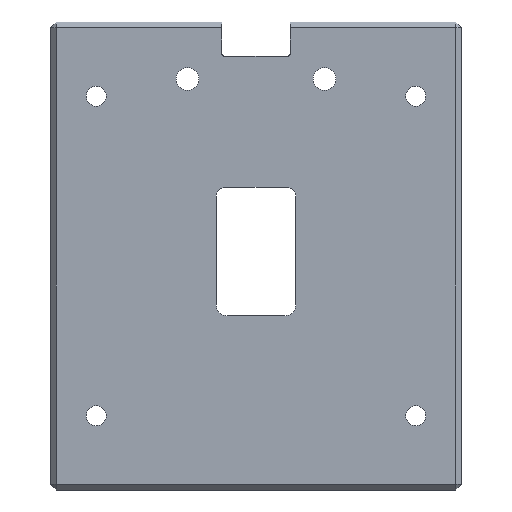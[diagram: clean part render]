
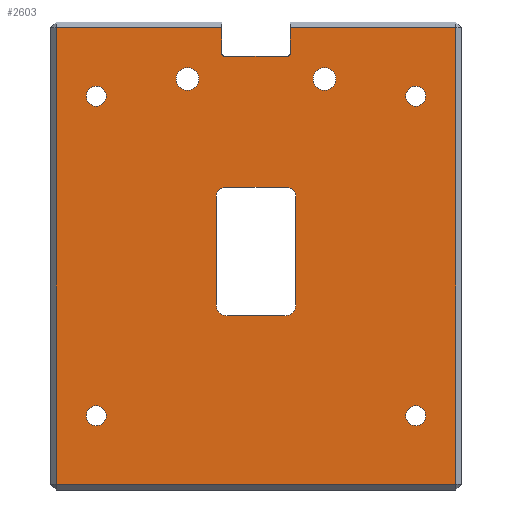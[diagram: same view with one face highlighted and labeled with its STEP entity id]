
A CAD part, top view. The second image highlights one B-rep face of the part: STEP entity #2603.
In plain terms, the highlighted planar face has unit normal (0, 0, 1).
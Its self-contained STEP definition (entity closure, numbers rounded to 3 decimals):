
#39=FACE_BOUND('',#442,.T.);
#40=FACE_BOUND('',#443,.T.);
#41=FACE_BOUND('',#444,.T.);
#42=FACE_BOUND('',#445,.T.);
#43=FACE_BOUND('',#446,.T.);
#44=FACE_BOUND('',#447,.T.);
#45=FACE_BOUND('',#448,.T.);
#151=PLANE('',#2799);
#287=FACE_OUTER_BOUND('',#441,.T.);
#441=EDGE_LOOP('',(#2317,#2318,#2319,#2320,#2321,#2322,#2323,#2324,#2325,
#2326));
#442=EDGE_LOOP('',(#2327,#2328,#2329,#2330,#2331,#2332,#2333,#2334));
#443=EDGE_LOOP('',(#2335));
#444=EDGE_LOOP('',(#2336));
#445=EDGE_LOOP('',(#2337));
#446=EDGE_LOOP('',(#2338));
#447=EDGE_LOOP('',(#2339));
#448=EDGE_LOOP('',(#2340));
#469=LINE('',#3517,#783);
#476=LINE('',#3535,#790);
#478=LINE('',#3538,#792);
#482=LINE('',#3550,#796);
#485=LINE('',#3565,#799);
#493=LINE('',#3585,#807);
#614=LINE('',#3857,#928);
#630=LINE('',#3890,#944);
#634=LINE('',#3903,#948);
#765=LINE('',#4199,#1079);
#766=LINE('',#4202,#1080);
#767=LINE('',#4203,#1081);
#783=VECTOR('',#2829,10.);
#790=VECTOR('',#2844,10.);
#792=VECTOR('',#2848,10.);
#796=VECTOR('',#2860,1.);
#799=VECTOR('',#2877,10.);
#807=VECTOR('',#2893,1.);
#928=VECTOR('',#3142,1.);
#944=VECTOR('',#3174,1.);
#948=VECTOR('',#3186,1.);
#1079=VECTOR('',#3455,1.);
#1080=VECTOR('',#3458,10.);
#1081=VECTOR('',#3459,1.);
#1095=CIRCLE('',#2632,2.);
#1098=CIRCLE('',#2637,2.);
#1099=CIRCLE('',#2641,1.5);
#1102=CIRCLE('',#2646,1.5);
#1104=CIRCLE('',#2649,0.5);
#1108=CIRCLE('',#2657,1.75);
#1116=CIRCLE('',#2717,1.75);
#1120=CIRCLE('',#2736,2.);
#1122=CIRCLE('',#2739,1.75);
#1130=CIRCLE('',#2798,1.75);
#1131=CIRCLE('',#2800,0.5);
#1132=CIRCLE('',#2801,2.);
#1135=VERTEX_POINT('',#3507);
#1136=VERTEX_POINT('',#3508);
#1139=VERTEX_POINT('',#3516);
#1143=VERTEX_POINT('',#3525);
#1144=VERTEX_POINT('',#3527);
#1146=VERTEX_POINT('',#3533);
#1147=VERTEX_POINT('',#3540);
#1150=VERTEX_POINT('',#3548);
#1153=VERTEX_POINT('',#3558);
#1154=VERTEX_POINT('',#3560);
#1155=VERTEX_POINT('',#3564);
#1163=VERTEX_POINT('',#3584);
#1166=VERTEX_POINT('',#3592);
#1242=VERTEX_POINT('',#3825);
#1250=VERTEX_POINT('',#3853);
#1259=VERTEX_POINT('',#3889);
#1263=VERTEX_POINT('',#3900);
#1264=VERTEX_POINT('',#3902);
#1275=VERTEX_POINT('',#3931);
#1277=VERTEX_POINT('',#3937);
#1359=VERTEX_POINT('',#4194);
#1360=VERTEX_POINT('',#4198);
#1361=VERTEX_POINT('',#4200);
#1362=VERTEX_POINT('',#4204);
#1367=EDGE_CURVE('',#1135,#1136,#1095,.T.);
#1371=EDGE_CURVE('',#1139,#1136,#469,.F.);
#1376=EDGE_CURVE('',#1143,#1144,#1098,.T.);
#1380=EDGE_CURVE('',#1143,#1146,#476,.F.);
#1382=EDGE_CURVE('',#1144,#1135,#478,.T.);
#1383=EDGE_CURVE('',#1147,#1146,#1099,.T.);
#1388=EDGE_CURVE('',#1147,#1150,#482,.T.);
#1390=EDGE_CURVE('',#1139,#1150,#1102,.T.);
#1393=EDGE_CURVE('',#1153,#1154,#1104,.T.);
#1395=EDGE_CURVE('',#1154,#1155,#485,.F.);
#1405=EDGE_CURVE('',#1155,#1163,#493,.T.);
#1410=EDGE_CURVE('',#1166,#1166,#1108,.T.);
#1539=EDGE_CURVE('',#1250,#1250,#1116,.T.);
#1540=EDGE_CURVE('',#1242,#1163,#614,.T.);
#1556=EDGE_CURVE('',#1259,#1242,#630,.T.);
#1562=EDGE_CURVE('',#1263,#1264,#634,.T.);
#1577=EDGE_CURVE('',#1275,#1275,#1120,.T.);
#1580=EDGE_CURVE('',#1277,#1277,#1122,.T.);
#1708=EDGE_CURVE('',#1359,#1359,#1130,.T.);
#1709=EDGE_CURVE('',#1153,#1360,#765,.T.);
#1710=EDGE_CURVE('',#1361,#1360,#1131,.T.);
#1711=EDGE_CURVE('',#1361,#1264,#766,.F.);
#1712=EDGE_CURVE('',#1259,#1263,#767,.T.);
#1713=EDGE_CURVE('',#1362,#1362,#1132,.T.);
#2317=ORIENTED_EDGE('',*,*,#1709,.T.);
#2318=ORIENTED_EDGE('',*,*,#1710,.F.);
#2319=ORIENTED_EDGE('',*,*,#1711,.T.);
#2320=ORIENTED_EDGE('',*,*,#1562,.F.);
#2321=ORIENTED_EDGE('',*,*,#1712,.F.);
#2322=ORIENTED_EDGE('',*,*,#1556,.T.);
#2323=ORIENTED_EDGE('',*,*,#1540,.T.);
#2324=ORIENTED_EDGE('',*,*,#1405,.F.);
#2325=ORIENTED_EDGE('',*,*,#1395,.F.);
#2326=ORIENTED_EDGE('',*,*,#1393,.F.);
#2327=ORIENTED_EDGE('',*,*,#1380,.T.);
#2328=ORIENTED_EDGE('',*,*,#1383,.F.);
#2329=ORIENTED_EDGE('',*,*,#1388,.T.);
#2330=ORIENTED_EDGE('',*,*,#1390,.F.);
#2331=ORIENTED_EDGE('',*,*,#1371,.T.);
#2332=ORIENTED_EDGE('',*,*,#1367,.F.);
#2333=ORIENTED_EDGE('',*,*,#1382,.F.);
#2334=ORIENTED_EDGE('',*,*,#1376,.F.);
#2335=ORIENTED_EDGE('',*,*,#1713,.F.);
#2336=ORIENTED_EDGE('',*,*,#1410,.F.);
#2337=ORIENTED_EDGE('',*,*,#1539,.F.);
#2338=ORIENTED_EDGE('',*,*,#1577,.F.);
#2339=ORIENTED_EDGE('',*,*,#1580,.F.);
#2340=ORIENTED_EDGE('',*,*,#1708,.F.);
#2603=ADVANCED_FACE('',(#287,#39,#40,#41,#42,#43,#44,#45),#151,.T.);
#2632=AXIS2_PLACEMENT_3D('',#3509,#2821,#2822);
#2637=AXIS2_PLACEMENT_3D('',#3528,#2837,#2838);
#2641=AXIS2_PLACEMENT_3D('',#3541,#2851,#2852);
#2646=AXIS2_PLACEMENT_3D('',#3553,#2865,#2866);
#2649=AXIS2_PLACEMENT_3D('',#3561,#2872,#2873);
#2657=AXIS2_PLACEMENT_3D('',#3594,#2901,#2902);
#2717=AXIS2_PLACEMENT_3D('',#3855,#3138,#3139);
#2736=AXIS2_PLACEMENT_3D('',#3933,#3210,#3211);
#2739=AXIS2_PLACEMENT_3D('',#3939,#3217,#3218);
#2798=AXIS2_PLACEMENT_3D('',#4196,#3451,#3452);
#2799=AXIS2_PLACEMENT_3D('',#4197,#3453,#3454);
#2800=AXIS2_PLACEMENT_3D('',#4201,#3456,#3457);
#2801=AXIS2_PLACEMENT_3D('',#4205,#3460,#3461);
#2821=DIRECTION('center_axis',(0.,0.,1.));
#2822=DIRECTION('ref_axis',(0.707,-0.707,0.));
#2829=DIRECTION('',(0.,1.,0.));
#2837=DIRECTION('center_axis',(0.,0.,1.));
#2838=DIRECTION('ref_axis',(-0.707,-0.707,0.));
#2844=DIRECTION('',(0.,-1.,0.));
#2848=DIRECTION('',(1.,0.,0.));
#2851=DIRECTION('center_axis',(0.,0.,1.));
#2852=DIRECTION('ref_axis',(-0.707,0.707,0.));
#2860=DIRECTION('',(1.,0.,0.));
#2865=DIRECTION('center_axis',(0.,0.,1.));
#2866=DIRECTION('ref_axis',(0.707,0.707,0.));
#2872=DIRECTION('center_axis',(0.,0.,1.));
#2873=DIRECTION('ref_axis',(0.707,-0.707,0.));
#2877=DIRECTION('',(0.,-1.,0.));
#2893=DIRECTION('',(1.,0.,0.));
#2901=DIRECTION('center_axis',(0.,0.,1.));
#2902=DIRECTION('ref_axis',(1.,0.,0.));
#3138=DIRECTION('center_axis',(0.,0.,1.));
#3139=DIRECTION('ref_axis',(1.,0.,0.));
#3142=DIRECTION('',(0.,1.,0.));
#3174=DIRECTION('',(1.,0.,0.));
#3186=DIRECTION('',(1.,0.,0.));
#3210=DIRECTION('center_axis',(0.,0.,1.));
#3211=DIRECTION('ref_axis',(1.,0.,0.));
#3217=DIRECTION('center_axis',(0.,0.,1.));
#3218=DIRECTION('ref_axis',(1.,0.,0.));
#3451=DIRECTION('center_axis',(0.,0.,1.));
#3452=DIRECTION('ref_axis',(1.,0.,0.));
#3453=DIRECTION('center_axis',(0.,0.,1.));
#3454=DIRECTION('ref_axis',(1.,0.,0.));
#3455=DIRECTION('',(-1.,0.,0.));
#3456=DIRECTION('center_axis',(0.,0.,1.));
#3457=DIRECTION('ref_axis',(-0.707,-0.707,0.));
#3458=DIRECTION('',(0.,-1.,0.));
#3459=DIRECTION('',(0.,1.,0.));
#3460=DIRECTION('center_axis',(0.,0.,1.));
#3461=DIRECTION('ref_axis',(1.,0.,0.));
#3507=CARTESIAN_POINT('',(5.,-10.5,29.));
#3508=CARTESIAN_POINT('',(7.,-8.5,29.));
#3509=CARTESIAN_POINT('Origin',(5.,-8.5,29.));
#3516=CARTESIAN_POINT('',(7.,10.5,29.));
#3517=CARTESIAN_POINT('',(7.,-20.25,29.));
#3525=CARTESIAN_POINT('',(-7.,-8.5,29.));
#3527=CARTESIAN_POINT('',(-5.,-10.5,29.));
#3528=CARTESIAN_POINT('Origin',(-5.,-8.5,29.));
#3533=CARTESIAN_POINT('',(-7.,10.5,29.));
#3535=CARTESIAN_POINT('',(-7.,-31.25,29.));
#3538=CARTESIAN_POINT('',(-17.,-10.5,29.));
#3540=CARTESIAN_POINT('',(-5.5,12.,29.));
#3541=CARTESIAN_POINT('Origin',(-5.5,10.5,29.));
#3548=CARTESIAN_POINT('',(5.5,12.,29.));
#3550=CARTESIAN_POINT('',(-14.,12.,29.));
#3553=CARTESIAN_POINT('Origin',(5.5,10.5,29.));
#3558=CARTESIAN_POINT('',(5.5,35.,29.));
#3560=CARTESIAN_POINT('',(6.,35.5,29.));
#3561=CARTESIAN_POINT('Origin',(5.5,35.5,29.));
#3564=CARTESIAN_POINT('',(6.,40.,29.));
#3565=CARTESIAN_POINT('',(6.,-3.,29.));
#3584=CARTESIAN_POINT('',(35.,40.,29.));
#3585=CARTESIAN_POINT('',(-26.,40.,29.));
#3592=CARTESIAN_POINT('',(26.25,28.,29.));
#3594=CARTESIAN_POINT('Origin',(28.,28.,29.));
#3825=CARTESIAN_POINT('',(35.,-40.,29.));
#3853=CARTESIAN_POINT('',(26.25,-28.,29.));
#3855=CARTESIAN_POINT('Origin',(28.,-28.,29.));
#3857=CARTESIAN_POINT('',(35.,-41.,29.));
#3889=CARTESIAN_POINT('',(-35.,-40.,29.));
#3890=CARTESIAN_POINT('',(-26.,-40.,29.));
#3900=CARTESIAN_POINT('',(-35.,40.,29.));
#3902=CARTESIAN_POINT('',(-6.,40.,29.));
#3903=CARTESIAN_POINT('',(-36.,40.,29.));
#3931=CARTESIAN_POINT('',(-14.,31.,29.));
#3933=CARTESIAN_POINT('Origin',(-12.,31.,29.));
#3937=CARTESIAN_POINT('',(-29.75,28.,29.));
#3939=CARTESIAN_POINT('Origin',(-28.,28.,29.));
#4194=CARTESIAN_POINT('',(-29.75,-28.,29.));
#4196=CARTESIAN_POINT('Origin',(-28.,-28.,29.));
#4197=CARTESIAN_POINT('Origin',(-36.,-41.,29.));
#4198=CARTESIAN_POINT('',(-5.5,35.,29.));
#4199=CARTESIAN_POINT('',(-13.5,35.,29.));
#4200=CARTESIAN_POINT('',(-6.,35.5,29.));
#4201=CARTESIAN_POINT('Origin',(-5.5,35.5,29.));
#4202=CARTESIAN_POINT('',(-6.,-3.,29.));
#4203=CARTESIAN_POINT('',(-35.,-41.,29.));
#4204=CARTESIAN_POINT('',(10.,31.,29.));
#4205=CARTESIAN_POINT('Origin',(12.,31.,29.));
